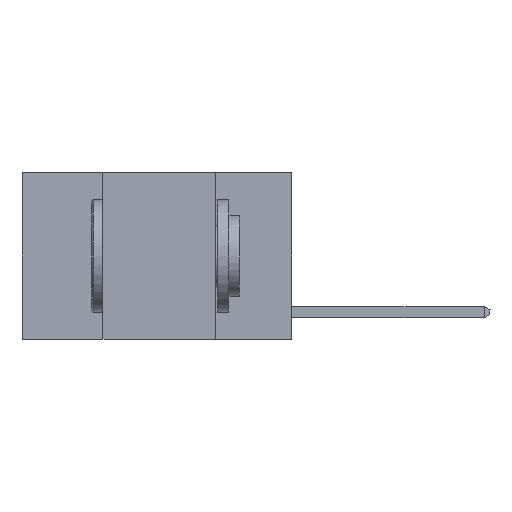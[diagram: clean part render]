
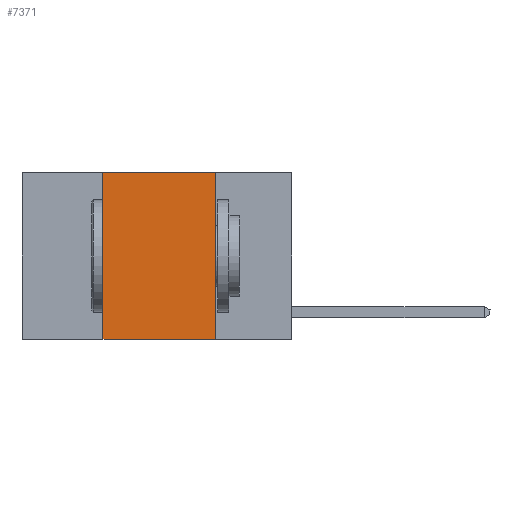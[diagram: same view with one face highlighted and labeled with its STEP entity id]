
A CAD part, left-side view. The second image highlights one B-rep face of the part: STEP entity #7371.
In plain terms, the highlighted planar face has unit normal (-1, 0, 0).
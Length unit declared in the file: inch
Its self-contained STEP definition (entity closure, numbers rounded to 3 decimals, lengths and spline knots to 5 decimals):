
#205 = VERTEX_POINT ( 'NONE', #8202 ) ;
#1416 = EDGE_CURVE ( 'NONE', #205, #4135, #7479, .T. ) ;
#2033 = PLANE ( 'NONE',  #17366 ) ;
#2913 = CARTESIAN_POINT ( 'NONE',  ( 0., 0.42, 0. ) ) ;
#4135 = VERTEX_POINT ( 'NONE', #15582 ) ;
#4207 = ORIENTED_EDGE ( 'NONE', *, *, #12869, .T. ) ;
#4321 = ORIENTED_EDGE ( 'NONE', *, *, #1416, .F. ) ;
#4425 = DIRECTION ( 'NONE',  ( 1., 0., 0. ) ) ;
#5316 = DIRECTION ( 'NONE',  ( 0., 0., 1. ) ) ;
#5558 = DIRECTION ( 'NONE',  ( 0., -1., 0. ) ) ;
#5755 = CARTESIAN_POINT ( 'NONE',  ( 0., 0.6, 0. ) ) ;
#7371 = ADVANCED_FACE ( 'NONE', ( #9262 ), #2033, .F. ) ;
#7479 = LINE ( 'NONE', #5755, #12994 ) ;
#8202 = CARTESIAN_POINT ( 'NONE',  ( 0., 0.42, 0. ) ) ;
#8818 = LINE ( 'NONE', #15650, #26687 ) ;
#9262 = FACE_OUTER_BOUND ( 'NONE', #22617, .T. ) ;
#11605 = VECTOR ( 'NONE', #5316, 39.37008 ) ;
#12869 = EDGE_CURVE ( 'NONE', #24393, #15340, #8818, .T. ) ;
#12994 = VECTOR ( 'NONE', #5558, 39.37008 ) ;
#14132 = CARTESIAN_POINT ( 'NONE',  ( 0., 0.42, -0.37 ) ) ;
#15340 = VERTEX_POINT ( 'NONE', #22500 ) ;
#15582 = CARTESIAN_POINT ( 'NONE',  ( 0., 0.17, 0. ) ) ;
#15650 = CARTESIAN_POINT ( 'NONE',  ( 0., 0.6, -0.37 ) ) ;
#17366 = AXIS2_PLACEMENT_3D ( 'NONE', #27697, #4425, #20820 ) ;
#17996 = DIRECTION ( 'NONE',  ( 0., -1., 0. ) ) ;
#18212 = CARTESIAN_POINT ( 'NONE',  ( 0., 0.17, 0. ) ) ;
#19998 = LINE ( 'NONE', #2913, #11605 ) ;
#20820 = DIRECTION ( 'NONE',  ( 0., 0., -1. ) ) ;
#20874 = LINE ( 'NONE', #18212, #27015 ) ;
#22500 = CARTESIAN_POINT ( 'NONE',  ( 0., 0.17, -0.37 ) ) ;
#22617 = EDGE_LOOP ( 'NONE', ( #28620, #4321, #22886, #4207 ) ) ;
#22886 = ORIENTED_EDGE ( 'NONE', *, *, #27894, .F. ) ;
#24257 = EDGE_CURVE ( 'NONE', #4135, #15340, #20874, .T. ) ;
#24393 = VERTEX_POINT ( 'NONE', #14132 ) ;
#26687 = VECTOR ( 'NONE', #17996, 39.37008 ) ;
#27015 = VECTOR ( 'NONE', #29709, 39.37008 ) ;
#27697 = CARTESIAN_POINT ( 'NONE',  ( 0., 0.6, 0. ) ) ;
#27894 = EDGE_CURVE ( 'NONE', #24393, #205, #19998, .T. ) ;
#28620 = ORIENTED_EDGE ( 'NONE', *, *, #24257, .F. ) ;
#29709 = DIRECTION ( 'NONE',  ( 0., 0., -1. ) ) ;
